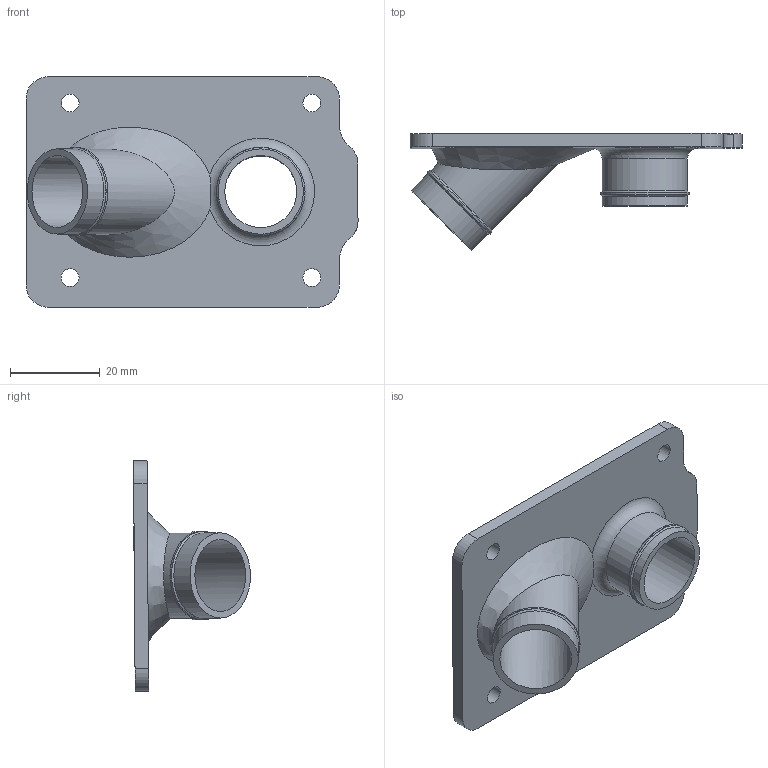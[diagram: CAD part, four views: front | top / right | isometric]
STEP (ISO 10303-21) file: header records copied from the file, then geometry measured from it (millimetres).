
FILE_DESCRIPTION(/* description */ (''),/* implementation_level */ '2;1');
FILE_NAME(/* name */ 'Joint_2_Lid.step',/* time_stamp */ '2025-04-07T17:43:05-04:00',/* author */ (''),/* organization */ (''),/* preprocessor_version */ 'ST-DEVELOPER v20.1',/* originating_system */ 'Autodesk Translation Framework v14.4.0.0',/* authorisation */ '');
FILE_SCHEMA (('AUTOMOTIVE_DESIGN { 1 0 10303 214 3 1 1 }'));
Length unit declared in the file: millimetre
Products named in the file (3): armatron_7; Shoulder Joint; Wire Box
Assembly tree (2 placements, depth 3):
  armatron_7
    Shoulder Joint
      Wire Box
Bounding box: 74.15 x 26.1 x 51.52 mm (x, y, z)
Volume: 13351 mm3; surface area: 11209.7 mm2
Topology: 1 solids, 1 shells, 43 faces, 108 edges, 72 vertices
Faces by surface type: cylinder 20, plane 17, cone 4, bspline 1, torus 1
Full cylindrical faces by diameter (mm): 4 x4, 16.05 x1, 16.076 x1, 19.05 x4, 19.8 x2
Entity records: 1619 total; most frequent: CARTESIAN_POINT 427, DIRECTION 251, ORIENTED_EDGE 216, EDGE_CURVE 108, AXIS2_PLACEMENT_3D 102, VERTEX_POINT 72, EDGE_LOOP 60, CIRCLE 53
